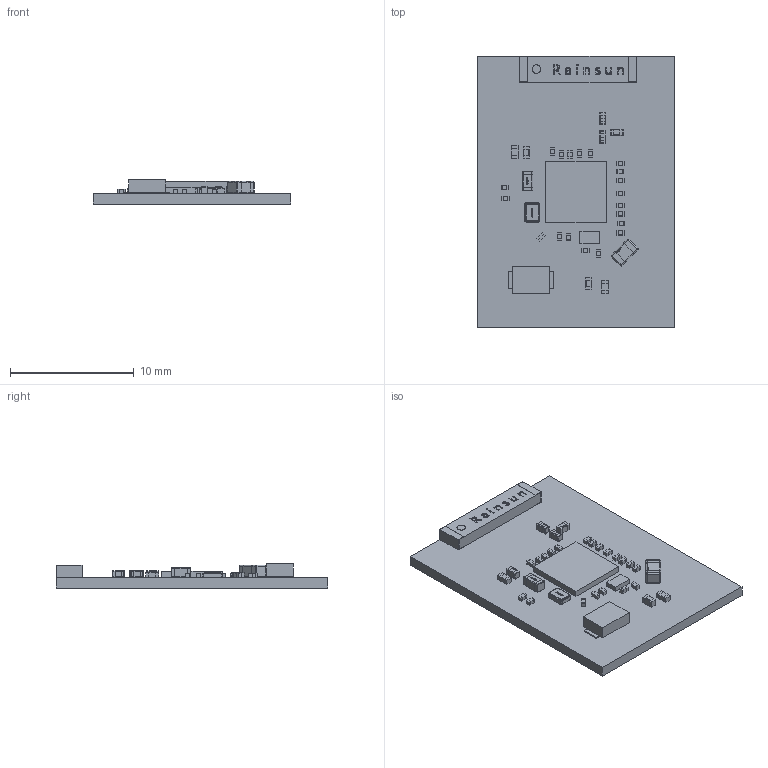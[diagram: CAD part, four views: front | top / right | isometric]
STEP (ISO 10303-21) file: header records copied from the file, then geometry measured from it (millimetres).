
FILE_DESCRIPTION(('Open CASCADE Model'),'2;1');
FILE_NAME('Open CASCADE Shape Model','2024-01-29T09:04:22',('Author'),( 'Open CASCADE'),'Open CASCADE STEP processor 7.5','Open CASCADE 7.5' ,'Unknown');
FILE_SCHEMA(('AUTOMOTIVE_DESIGN { 1 0 10303 214 1 1 1 1 }'));
Length unit declared in the file: millimetre
Products named in the file (78): PCB; Board; Open CASCADE STEP translator 7.5 1.1.1; S1; 7170349392; Body; Pins; A1; 3sAp-L1; ANT-SMD_L9.5-W2.1; C42; 6866769552; Extruded; 6866779232; L3; Ind_Murata_LQG15HN39NJ02D_eec; 1; 2; Murata Logo 3; 3; L4; C4; Cap_Samsung_CL05A105MP5NNNC_eec; body; terminals; logo; C6; C24; 7163831120; R4; 6613868528; 6613869488; C20; C13; C26; C12; C25; C14; C15; C16 ...
Assembly tree (139 placements, depth 4):
  PCB
    Board
      Open CASCADE STEP translator 7.5 1.1.1
    S1
      7170349392
        Body
        Pins
    A1
      3sAp-L1
        ANT-SMD_L9.5-W2.1
    C42
      6866769552
        Extruded
      6866779232  x2
        Extruded
    L3
      Ind_Murata_LQG15HN39NJ02D_eec
        1
        2
        Murata Logo 3
        3
    L4
      Ind_Murata_LQG15HN39NJ02D_eec
        1
        2
        Murata Logo 3
        3
    C4
      Cap_Samsung_CL05A105MP5NNNC_eec
        body
        terminals
        logo
    C6
      Cap_Samsung_CL05A105MP5NNNC_eec
        body
        terminals
        logo
    C24
      6866769552
        Extruded
      7163831120  x2
        Extruded
    R4
      6613868528  x2
        Extruded
      6613869488
        Extruded
    C20
      6866769552
        Extruded
      6866779232  x2
        Extruded
    C13
      6866769552
        Extruded
      6866779232  x2
        Extruded
    C26
      6866769552
        Extruded
Bounding box: 16 x 22 x 1.96 mm (x, y, z)
Volume: 348.1 mm3; surface area: 1007.3 mm2
Topology: 122 solids, 122 shells, 2067 faces, 5243 edges, 3434 vertices
Faces by surface type: plane 1278, cylinder 496, bspline 237, sphere 56
Full cylindrical faces by diameter (mm): 0.685 x1
Entity records: 43740 total; most frequent: CARTESIAN_POINT 10923, ORIENTED_EDGE 6108, DIRECTION 5912, EDGE_CURVE 3054, LINE 2102, VECTOR 2102, VERTEX_POINT 2004, AXIS2_PLACEMENT_3D 1905
